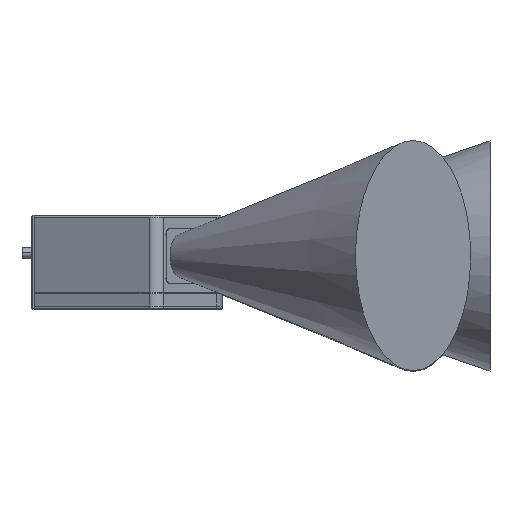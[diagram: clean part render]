
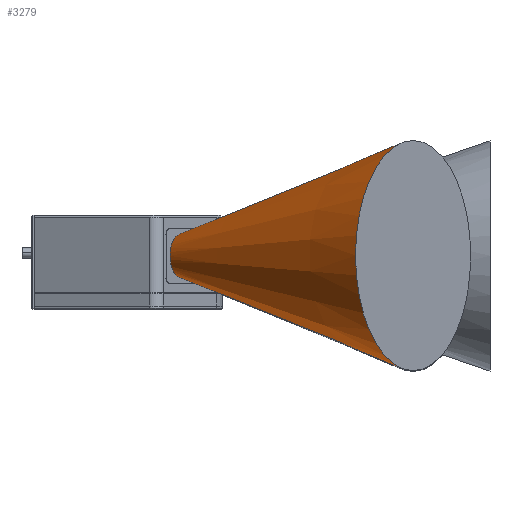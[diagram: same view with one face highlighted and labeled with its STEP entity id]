
A CAD part, top view. The second image highlights one B-rep face of the part: STEP entity #3279.
In plain terms, the highlighted conical face has half-angle 19.2 degrees and reference radius 85.881 mm.
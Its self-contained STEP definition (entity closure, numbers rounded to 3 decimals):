
#342 = ORIENTED_EDGE ( 'NONE', *, *, #8090, .T. ) ;
#1568 = CARTESIAN_POINT ( 'NONE',  ( 0., 85.881, -200. ) ) ;
#3204 = FACE_OUTER_BOUND ( 'NONE', #10433, .T. ) ;
#3279 = ADVANCED_FACE ( 'NONE', ( #3204 ), #7324, .T. ) ;
#3896 = VECTOR ( 'NONE', #22787, 1000. ) ;
#4886 = ORIENTED_EDGE ( 'NONE', *, *, #19977, .T. ) ;
#5588 = ORIENTED_EDGE ( 'NONE', *, *, #10133, .T. ) ;
#6008 = VECTOR ( 'NONE', #11741, 1000. ) ;
#6587 = VERTEX_POINT ( 'NONE', #19475 ) ;
#7324 = CONICAL_SURFACE ( 'NONE', #17102, 85.881, 0.335 ) ;
#7609 = DIRECTION ( 'NONE',  ( 0., 0., -1. ) ) ;
#7789 = ORIENTED_EDGE ( 'NONE', *, *, #15140, .F. ) ;
#8090 = EDGE_CURVE ( 'NONE', #25510, #25724, #24601, .T. ) ;
#8303 = CARTESIAN_POINT ( 'NONE',  ( 0., 0., -200. ) ) ;
#8696 = LINE ( 'NONE', #10967, #3896 ) ;
#9420 = CARTESIAN_POINT ( 'NONE',  ( 0., 0., -200. ) ) ;
#9569 = CARTESIAN_POINT ( 'NONE',  ( 0., -16.233, 0. ) ) ;
#10133 = EDGE_CURVE ( 'NONE', #6587, #14335, #14304, .T. ) ;
#10315 = DIRECTION ( 'NONE',  ( 0., 1., 0. ) ) ;
#10433 = EDGE_LOOP ( 'NONE', ( #342, #4886, #5588, #7789 ) ) ;
#10753 = LINE ( 'NONE', #1568, #6008 ) ;
#10899 = CARTESIAN_POINT ( 'NONE',  ( 0., 0., 0. ) ) ;
#10967 = CARTESIAN_POINT ( 'NONE',  ( 0., -85.881, -200. ) ) ;
#11741 = DIRECTION ( 'NONE',  ( 0., 0.329, -0.944 ) ) ;
#12896 = DIRECTION ( 'NONE',  ( 0., 1., 0. ) ) ;
#14304 = CIRCLE ( 'NONE', #25058, 85.881 ) ;
#14335 = VERTEX_POINT ( 'NONE', #20434 ) ;
#15140 = EDGE_CURVE ( 'NONE', #25510, #14335, #10753, .T. ) ;
#17102 = AXIS2_PLACEMENT_3D ( 'NONE', #9420, #7609, #17530 ) ;
#17530 = DIRECTION ( 'NONE',  ( 0., 1., 0. ) ) ;
#19475 = CARTESIAN_POINT ( 'NONE',  ( 0., -85.881, -200. ) ) ;
#19977 = EDGE_CURVE ( 'NONE', #25724, #6587, #8696, .T. ) ;
#20434 = CARTESIAN_POINT ( 'NONE',  ( 0., 85.881, -200. ) ) ;
#22131 = DIRECTION ( 'NONE',  ( 0., 0., 1. ) ) ;
#22277 = CARTESIAN_POINT ( 'NONE',  ( 0., 16.233, 0. ) ) ;
#22787 = DIRECTION ( 'NONE',  ( 0., -0.329, -0.944 ) ) ;
#24601 = CIRCLE ( 'NONE', #24876, 16.233 ) ;
#24693 = DIRECTION ( 'NONE',  ( 0., 0., -1. ) ) ;
#24876 = AXIS2_PLACEMENT_3D ( 'NONE', #10899, #24693, #12896 ) ;
#25058 = AXIS2_PLACEMENT_3D ( 'NONE', #8303, #22131, #10315 ) ;
#25510 = VERTEX_POINT ( 'NONE', #22277 ) ;
#25724 = VERTEX_POINT ( 'NONE', #9569 ) ;
